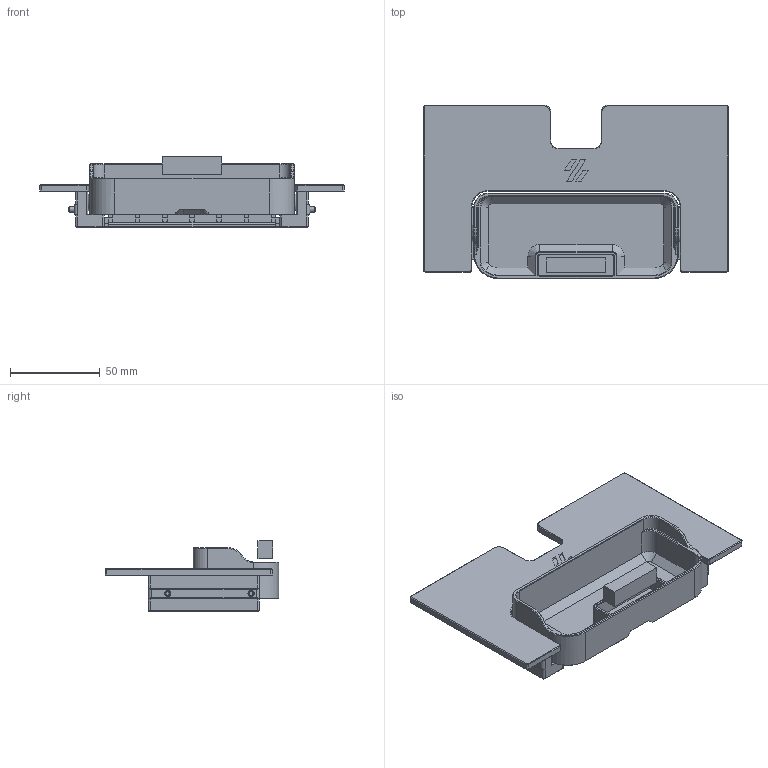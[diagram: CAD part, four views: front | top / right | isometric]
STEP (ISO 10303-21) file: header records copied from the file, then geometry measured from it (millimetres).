
FILE_DESCRIPTION(/* description */ (''),/* implementation_level */ '2;1');
FILE_NAME(/* name */ 'midnite_bedbay.step',/* time_stamp */ '2022-03-03T12:29:26-08:00',/* author */ (''),/* organization */ (''),/* preprocessor_version */ 'ST-DEVELOPER v18.1',/* originating_system */ 'Autodesk Translation Framework v10.13.0.1454',/* authorisation */ '');
FILE_SCHEMA (('AUTOMOTIVE_DESIGN { 1 0 10303 214 3 1 1 }'));
Length unit declared in the file: millimetre
Products named in the file (5): midnite_bedbay; hardware; M3x20 SHCS (1) (1)(Mirror); M3x20 SHCS (1) (1)(Mirror)(Mirror); bed wago mount
Assembly tree (6 placements, depth 3):
  midnite_bedbay
    hardware
      M3x20 SHCS (1) (1)(Mirror)  x2
      M3x20 SHCS (1) (1)(Mirror)(Mirror)  x2
    bed wago mount
Bounding box: 169.8 x 96.8 x 39.4 mm (x, y, z)
Volume: 105878.2 mm3; surface area: 67331.6 mm2
Topology: 8 solids, 8 shells, 624 faces, 1504 edges, 918 vertices
Faces by surface type: plane 419, cone 115, cylinder 75, bspline 15
Full cylindrical faces by diameter (mm): 3 x4, 3.4 x5, 5.5 x4, 6 x4
Entity records: 17297 total; most frequent: CARTESIAN_POINT 3469, ORIENTED_EDGE 2860, DIRECTION 2792, EDGE_CURVE 1430, LINE 1106, VECTOR 1106, VERTEX_POINT 878, AXIS2_PLACEMENT_3D 843
